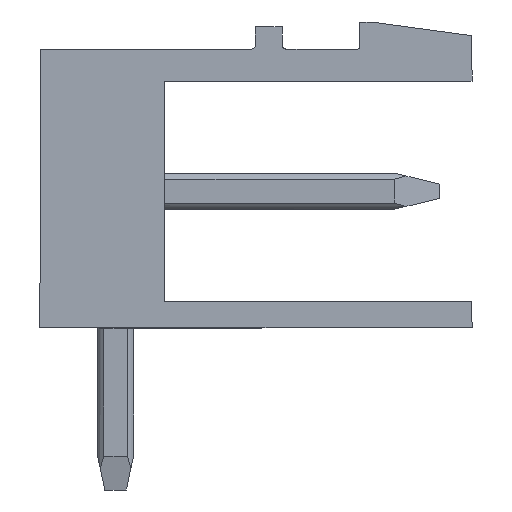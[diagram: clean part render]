
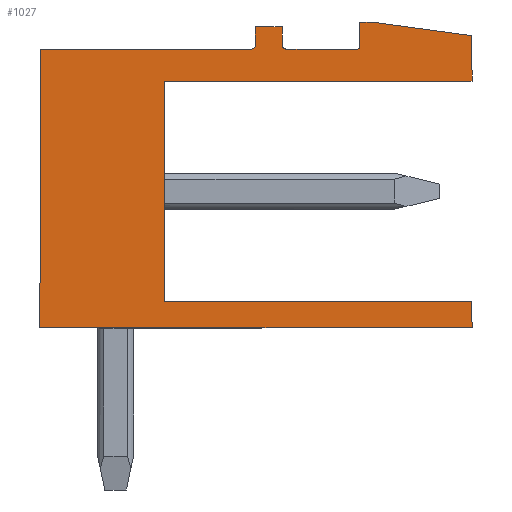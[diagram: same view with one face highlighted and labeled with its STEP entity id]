
A CAD part, left-side view. The second image highlights one B-rep face of the part: STEP entity #1027.
In plain terms, the highlighted planar face has unit normal (-1, 0, 0).
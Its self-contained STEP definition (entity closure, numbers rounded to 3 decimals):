
#903=AXIS2_PLACEMENT_3D('Plane Axis2P3D',#900,#901,#902) ;
#949=AXIS2_PLACEMENT_3D('Circle Axis2P3D',#947,#948,$) ;
#977=AXIS2_PLACEMENT_3D('Circle Axis2P3D',#975,#976,$) ;
#49=CARTESIAN_POINT('Vertex',(0.,8.55,5.23)) ;
#52=CARTESIAN_POINT('Line Origine',(0.,4.275,5.23)) ;
#56=CARTESIAN_POINT('Vertex',(0.,0.,5.23)) ;
#224=CARTESIAN_POINT('Vertex',(0.,8.55,11.36)) ;
#227=CARTESIAN_POINT('Line Origine',(0.,8.55,8.295)) ;
#900=CARTESIAN_POINT('Axis2P3D Location',(0.,0.,1.3)) ;
#905=CARTESIAN_POINT('Line Origine',(0.,4.275,11.36)) ;
#909=CARTESIAN_POINT('Vertex',(0.,0.,11.36)) ;
#912=CARTESIAN_POINT('Line Origine',(0.,0.,11.99)) ;
#916=CARTESIAN_POINT('Vertex',(0.,0.,12.62)) ;
#919=CARTESIAN_POINT('Line Origine',(0.,1.4,12.81)) ;
#923=CARTESIAN_POINT('Vertex',(0.,2.8,13.)) ;
#926=CARTESIAN_POINT('Line Origine',(0.,2.96,13.)) ;
#930=CARTESIAN_POINT('Vertex',(0.,3.12,13.)) ;
#933=CARTESIAN_POINT('Line Origine',(0.,3.12,12.625)) ;
#937=CARTESIAN_POINT('Vertex',(0.,3.12,12.25)) ;
#940=CARTESIAN_POINT('Line Origine',(0.,4.145,12.25)) ;
#944=CARTESIAN_POINT('Vertex',(0.,5.17,12.25)) ;
#947=CARTESIAN_POINT('Axis2P3D Location',(0.,5.17,12.35)) ;
#951=CARTESIAN_POINT('Vertex',(0.,5.27,12.35)) ;
#954=CARTESIAN_POINT('Line Origine',(0.,5.27,12.61)) ;
#958=CARTESIAN_POINT('Vertex',(0.,5.27,12.87)) ;
#961=CARTESIAN_POINT('Line Origine',(0.,5.645,12.87)) ;
#965=CARTESIAN_POINT('Vertex',(0.,6.02,12.87)) ;
#968=CARTESIAN_POINT('Line Origine',(0.,6.02,12.61)) ;
#972=CARTESIAN_POINT('Vertex',(0.,6.02,12.35)) ;
#975=CARTESIAN_POINT('Axis2P3D Location',(0.,6.12,12.35)) ;
#979=CARTESIAN_POINT('Vertex',(0.,6.12,12.25)) ;
#982=CARTESIAN_POINT('Line Origine',(0.,9.06,12.25)) ;
#986=CARTESIAN_POINT('Vertex',(0.,12.,12.25)) ;
#989=CARTESIAN_POINT('Line Origine',(0.,12.,8.375)) ;
#993=CARTESIAN_POINT('Vertex',(0.,12.,4.5)) ;
#996=CARTESIAN_POINT('Line Origine',(0.,6.,4.5)) ;
#1000=CARTESIAN_POINT('Vertex',(0.,0.,4.5)) ;
#1003=CARTESIAN_POINT('Line Origine',(0.,0.,4.865)) ;
#53=DIRECTION('Vector Direction',(0.,1.,0.)) ;
#228=DIRECTION('Vector Direction',(0.,0.,-1.)) ;
#901=DIRECTION('Axis2P3D Direction',(-1.,0.,0.)) ;
#902=DIRECTION('Axis2P3D XDirection',(0.,0.,1.)) ;
#906=DIRECTION('Vector Direction',(0.,-1.,0.)) ;
#913=DIRECTION('Vector Direction',(0.,0.,1.)) ;
#920=DIRECTION('Vector Direction',(0.,0.991,0.134)) ;
#927=DIRECTION('Vector Direction',(0.,1.,0.)) ;
#934=DIRECTION('Vector Direction',(0.,0.,-1.)) ;
#941=DIRECTION('Vector Direction',(0.,1.,0.)) ;
#948=DIRECTION('Axis2P3D Direction',(-1.,0.,0.)) ;
#955=DIRECTION('Vector Direction',(0.,0.,1.)) ;
#962=DIRECTION('Vector Direction',(0.,1.,0.)) ;
#969=DIRECTION('Vector Direction',(0.,0.,-1.)) ;
#976=DIRECTION('Axis2P3D Direction',(-1.,0.,0.)) ;
#983=DIRECTION('Vector Direction',(0.,1.,0.)) ;
#990=DIRECTION('Vector Direction',(0.,0.,-1.)) ;
#997=DIRECTION('Vector Direction',(0.,1.,0.)) ;
#1004=DIRECTION('Vector Direction',(0.,0.,-1.)) ;
#54=VECTOR('Line Direction',#53,1.) ;
#229=VECTOR('Line Direction',#228,1.) ;
#907=VECTOR('Line Direction',#906,1.) ;
#914=VECTOR('Line Direction',#913,1.) ;
#921=VECTOR('Line Direction',#920,1.) ;
#928=VECTOR('Line Direction',#927,1.) ;
#935=VECTOR('Line Direction',#934,1.) ;
#942=VECTOR('Line Direction',#941,1.) ;
#956=VECTOR('Line Direction',#955,1.) ;
#963=VECTOR('Line Direction',#962,1.) ;
#970=VECTOR('Line Direction',#969,1.) ;
#984=VECTOR('Line Direction',#983,1.) ;
#991=VECTOR('Line Direction',#990,1.) ;
#998=VECTOR('Line Direction',#997,1.) ;
#1005=VECTOR('Line Direction',#1004,1.) ;
#1009=ORIENTED_EDGE('',*,*,#58,.T.) ;
#1010=ORIENTED_EDGE('',*,*,#231,.T.) ;
#1011=ORIENTED_EDGE('',*,*,#911,.T.) ;
#1012=ORIENTED_EDGE('',*,*,#918,.T.) ;
#1013=ORIENTED_EDGE('',*,*,#925,.T.) ;
#1014=ORIENTED_EDGE('',*,*,#932,.T.) ;
#1015=ORIENTED_EDGE('',*,*,#939,.T.) ;
#1016=ORIENTED_EDGE('',*,*,#946,.T.) ;
#1017=ORIENTED_EDGE('',*,*,#953,.T.) ;
#1018=ORIENTED_EDGE('',*,*,#960,.T.) ;
#1019=ORIENTED_EDGE('',*,*,#967,.T.) ;
#1020=ORIENTED_EDGE('',*,*,#974,.T.) ;
#1021=ORIENTED_EDGE('',*,*,#981,.T.) ;
#1022=ORIENTED_EDGE('',*,*,#988,.T.) ;
#1023=ORIENTED_EDGE('',*,*,#995,.T.) ;
#1024=ORIENTED_EDGE('',*,*,#1002,.T.) ;
#1025=ORIENTED_EDGE('',*,*,#1007,.T.) ;
#1027=ADVANCED_FACE('Housing',(#1026),#904,.T.) ;
#950=CIRCLE('generated circle',#949,0.1) ;
#978=CIRCLE('generated circle',#977,0.1) ;
#58=EDGE_CURVE('',#57,#50,#55,.T.) ;
#231=EDGE_CURVE('',#50,#225,#230,.F.) ;
#911=EDGE_CURVE('',#225,#910,#908,.T.) ;
#918=EDGE_CURVE('',#910,#917,#915,.T.) ;
#925=EDGE_CURVE('',#917,#924,#922,.T.) ;
#932=EDGE_CURVE('',#924,#931,#929,.T.) ;
#939=EDGE_CURVE('',#931,#938,#936,.T.) ;
#946=EDGE_CURVE('',#938,#945,#943,.T.) ;
#953=EDGE_CURVE('',#945,#952,#950,.F.) ;
#960=EDGE_CURVE('',#952,#959,#957,.T.) ;
#967=EDGE_CURVE('',#959,#966,#964,.T.) ;
#974=EDGE_CURVE('',#966,#973,#971,.T.) ;
#981=EDGE_CURVE('',#973,#980,#978,.F.) ;
#988=EDGE_CURVE('',#980,#987,#985,.T.) ;
#995=EDGE_CURVE('',#987,#994,#992,.T.) ;
#1002=EDGE_CURVE('',#994,#1001,#999,.F.) ;
#1007=EDGE_CURVE('',#1001,#57,#1006,.F.) ;
#1008=EDGE_LOOP('',(#1009,#1010,#1011,#1012,#1013,#1014,#1015,#1016,#1017,#1018,#1019,#1020,#1021,#1022,#1023,#1024,#1025)) ;
#1026=FACE_OUTER_BOUND('',#1008,.T.) ;
#55=LINE('Line',#52,#54) ;
#230=LINE('Line',#227,#229) ;
#908=LINE('Line',#905,#907) ;
#915=LINE('Line',#912,#914) ;
#922=LINE('Line',#919,#921) ;
#929=LINE('Line',#926,#928) ;
#936=LINE('Line',#933,#935) ;
#943=LINE('Line',#940,#942) ;
#957=LINE('Line',#954,#956) ;
#964=LINE('Line',#961,#963) ;
#971=LINE('Line',#968,#970) ;
#985=LINE('Line',#982,#984) ;
#992=LINE('Line',#989,#991) ;
#999=LINE('Line',#996,#998) ;
#1006=LINE('Line',#1003,#1005) ;
#904=PLANE('',#903) ;
#50=VERTEX_POINT('',#49) ;
#57=VERTEX_POINT('',#56) ;
#225=VERTEX_POINT('',#224) ;
#910=VERTEX_POINT('',#909) ;
#917=VERTEX_POINT('',#916) ;
#924=VERTEX_POINT('',#923) ;
#931=VERTEX_POINT('',#930) ;
#938=VERTEX_POINT('',#937) ;
#945=VERTEX_POINT('',#944) ;
#952=VERTEX_POINT('',#951) ;
#959=VERTEX_POINT('',#958) ;
#966=VERTEX_POINT('',#965) ;
#973=VERTEX_POINT('',#972) ;
#980=VERTEX_POINT('',#979) ;
#987=VERTEX_POINT('',#986) ;
#994=VERTEX_POINT('',#993) ;
#1001=VERTEX_POINT('',#1000) ;
